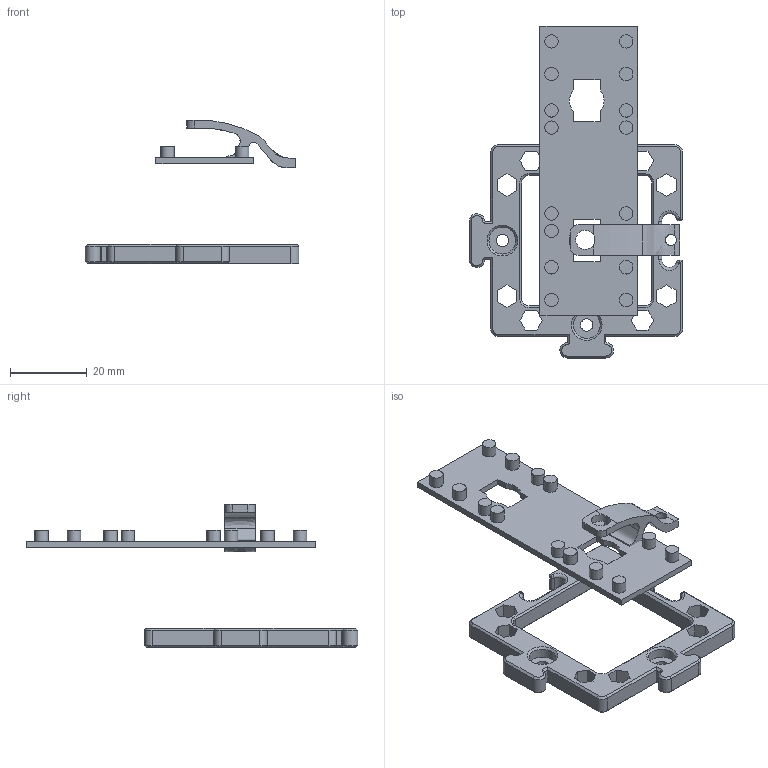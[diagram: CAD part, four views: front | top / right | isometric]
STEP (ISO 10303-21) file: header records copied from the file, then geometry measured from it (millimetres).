
FILE_DESCRIPTION(/* description */ (''),/* implementation_level */ '2;1');
FILE_NAME(/* name */ 'Assembly_Cube_Samplebase_v3.iam.step',/* time_stamp */ '2022-11-29T09:10:24+01:00',/* author */ ('diederichbenedict'),/* organization */ (''),/* preprocessor_version */ 'ST-DEVELOPER v18.1',/* originating_system */ 'Autodesk Inventor 2022',/* authorisation */ '');
FILE_SCHEMA (('AUTOMOTIVE_DESIGN { 1 0 10303 214 3 1 1 }'));
Length unit declared in the file: millimetre
Products named in the file (5): Assembly_Cube_Samplebase_v3; 10_Base_puzzle_v3; 00_FluidicChip_AlexSwen; 30_Cube_Chipadapter_Fluicis; 30_Cube_Chipadapter_Fluicis_clamp
Assembly tree (4 placements, depth 2):
  Assembly_Cube_Samplebase_v3
    10_Base_puzzle_v3
    00_FluidicChip_AlexSwen
    30_Cube_Chipadapter_Fluicis
    30_Cube_Chipadapter_Fluicis_clamp
Bounding box: 55.6 x 86.5 x 37.3 mm (x, y, z)
Volume: 9348 mm3; surface area: 10190 mm2
Topology: 3 solids, 3 shells, 268 faces, 659 edges, 411 vertices
Faces by surface type: plane 153, cylinder 66, cone 33, sphere 6, torus 6, bspline 4
Full cylindrical faces by diameter (mm): 2.9 x1, 3.2 x2, 3.5 x16, 5 x1, 7 x2
Entity records: 8221 total; most frequent: CARTESIAN_POINT 1543, DIRECTION 1377, ORIENTED_EDGE 1318, EDGE_CURVE 659, AXIS2_PLACEMENT_3D 461, LINE 455, VECTOR 455, VERTEX_POINT 411
